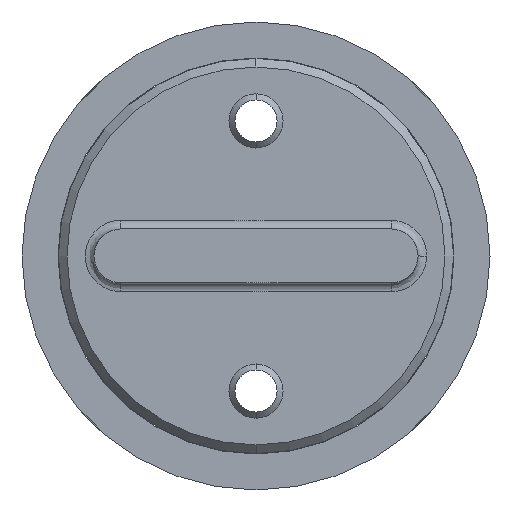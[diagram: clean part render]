
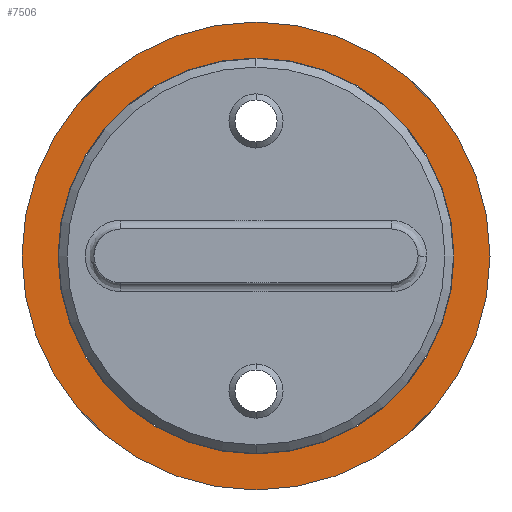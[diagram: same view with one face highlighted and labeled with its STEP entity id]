
A CAD part, left-side view. The second image highlights one B-rep face of the part: STEP entity #7506.
In plain terms, the highlighted planar face has unit normal (-1, 0, 0).
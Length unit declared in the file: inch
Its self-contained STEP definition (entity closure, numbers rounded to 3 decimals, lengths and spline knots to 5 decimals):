
#502 = FACE_OUTER_BOUND ( 'NONE', #3478, .T. ) ;
#888 = ORIENTED_EDGE ( 'NONE', *, *, #8384, .F. ) ;
#938 = AXIS2_PLACEMENT_3D ( 'NONE', #3055, #3025, #2917 ) ;
#1182 = CARTESIAN_POINT ( 'NONE',  ( -1.5, 0., -0.8125 ) ) ;
#1252 = CIRCLE ( 'NONE', #938, 0.6875 ) ;
#1342 = CARTESIAN_POINT ( 'NONE',  ( -1.5, 0., 0.8125 ) ) ;
#1607 = AXIS2_PLACEMENT_3D ( 'NONE', #8175, #8156, #8148 ) ;
#1976 = CIRCLE ( 'NONE', #8802, 0.8125 ) ;
#2371 = DIRECTION ( 'NONE',  ( 0., 0., 1. ) ) ;
#2405 = DIRECTION ( 'NONE',  ( -1., 0., 0. ) ) ;
#2474 = ORIENTED_EDGE ( 'NONE', *, *, #4894, .F. ) ;
#2682 = VERTEX_POINT ( 'NONE', #1182 ) ;
#2694 = CARTESIAN_POINT ( 'NONE',  ( -1.5, 0., 0. ) ) ;
#2917 = DIRECTION ( 'NONE',  ( 0., 0., 1. ) ) ;
#3014 = CARTESIAN_POINT ( 'NONE',  ( -1.5, 0., -0.6875 ) ) ;
#3025 = DIRECTION ( 'NONE',  ( -1., 0., 0. ) ) ;
#3055 = CARTESIAN_POINT ( 'NONE',  ( -1.5, 0., 0. ) ) ;
#3478 = EDGE_LOOP ( 'NONE', ( #3985, #888 ) ) ;
#3985 = ORIENTED_EDGE ( 'NONE', *, *, #4808, .F. ) ;
#4402 = EDGE_CURVE ( 'NONE', #7656, #5898, #1252, .T. ) ;
#4807 = CIRCLE ( 'NONE', #1607, 0.8125 ) ;
#4808 = EDGE_CURVE ( 'NONE', #4958, #2682, #1976, .T. ) ;
#4894 = EDGE_CURVE ( 'NONE', #5898, #7656, #4926, .T. ) ;
#4926 = CIRCLE ( 'NONE', #7198, 0.6875 ) ;
#4958 = VERTEX_POINT ( 'NONE', #1342 ) ;
#5540 = DIRECTION ( 'NONE',  ( 0., 0., 1. ) ) ;
#5570 = DIRECTION ( 'NONE',  ( 1., 0., 0. ) ) ;
#5577 = CARTESIAN_POINT ( 'NONE',  ( -1.5, 0., 0. ) ) ;
#5636 = EDGE_LOOP ( 'NONE', ( #8597, #2474 ) ) ;
#5898 = VERTEX_POINT ( 'NONE', #3014 ) ;
#5902 = AXIS2_PLACEMENT_3D ( 'NONE', #6844, #6432, #6357 ) ;
#6090 = CARTESIAN_POINT ( 'NONE',  ( -1.5, 0., 0.6875 ) ) ;
#6357 = DIRECTION ( 'NONE',  ( 0., 0., -1. ) ) ;
#6427 = FACE_BOUND ( 'NONE', #5636, .T. ) ;
#6432 = DIRECTION ( 'NONE',  ( 1., 0., 0. ) ) ;
#6844 = CARTESIAN_POINT ( 'NONE',  ( -1.5, 0., 0. ) ) ;
#7198 = AXIS2_PLACEMENT_3D ( 'NONE', #2694, #2405, #2371 ) ;
#7506 = ADVANCED_FACE ( 'NONE', ( #6427, #502 ), #7634, .F. ) ;
#7634 = PLANE ( 'NONE',  #5902 ) ;
#7656 = VERTEX_POINT ( 'NONE', #6090 ) ;
#8148 = DIRECTION ( 'NONE',  ( 0., 0., 1. ) ) ;
#8156 = DIRECTION ( 'NONE',  ( 1., 0., 0. ) ) ;
#8175 = CARTESIAN_POINT ( 'NONE',  ( -1.5, 0., 0. ) ) ;
#8384 = EDGE_CURVE ( 'NONE', #2682, #4958, #4807, .T. ) ;
#8597 = ORIENTED_EDGE ( 'NONE', *, *, #4402, .F. ) ;
#8802 = AXIS2_PLACEMENT_3D ( 'NONE', #5577, #5570, #5540 ) ;
